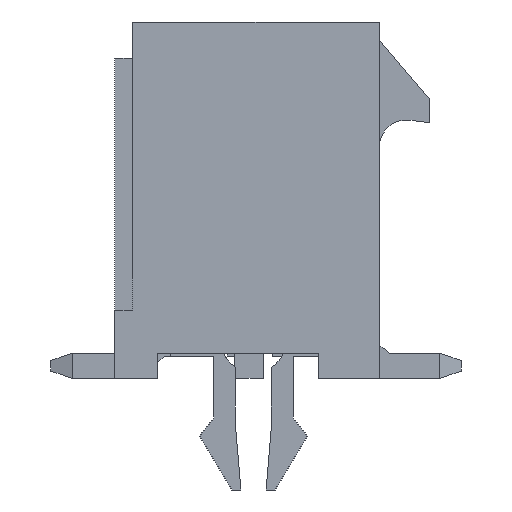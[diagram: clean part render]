
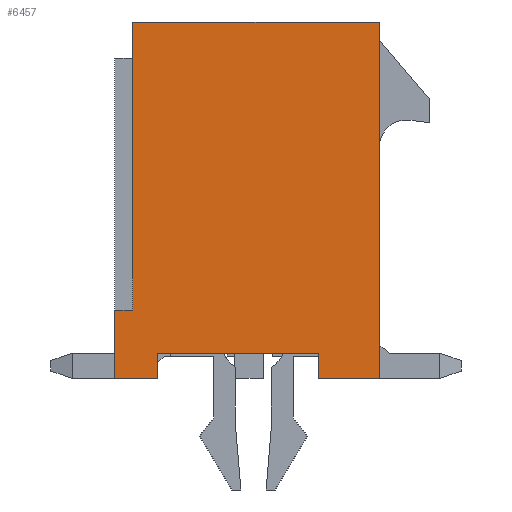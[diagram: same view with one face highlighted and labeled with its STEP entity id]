
A CAD part, left-side view. The second image highlights one B-rep face of the part: STEP entity #6457.
In plain terms, the highlighted planar face has unit normal (-1, 0, 0).
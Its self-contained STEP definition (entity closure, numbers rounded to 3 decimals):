
#662=ORIENTED_EDGE('',*,*,#1782,.F.);
#663=ORIENTED_EDGE('',*,*,#1678,.T.);
#664=ORIENTED_EDGE('',*,*,#1824,.T.);
#665=ORIENTED_EDGE('',*,*,#1825,.T.);
#666=ORIENTED_EDGE('',*,*,#1826,.T.);
#667=ORIENTED_EDGE('',*,*,#1827,.T.);
#668=ORIENTED_EDGE('',*,*,#1828,.T.);
#669=ORIENTED_EDGE('',*,*,#1716,.F.);
#670=ORIENTED_EDGE('',*,*,#1711,.T.);
#671=ORIENTED_EDGE('',*,*,#1829,.T.);
#1678=EDGE_CURVE('',#2305,#2304,#2777,.T.);
#1711=EDGE_CURVE('',#2322,#2324,#2810,.T.);
#1716=EDGE_CURVE('',#2322,#2327,#2815,.T.);
#1782=EDGE_CURVE('',#2305,#2367,#2881,.T.);
#1824=EDGE_CURVE('',#2304,#2389,#2923,.T.);
#1825=EDGE_CURVE('',#2389,#2390,#2924,.T.);
#1826=EDGE_CURVE('',#2390,#2391,#2925,.T.);
#1827=EDGE_CURVE('',#2391,#2392,#2926,.T.);
#1828=EDGE_CURVE('',#2392,#2327,#2927,.T.);
#1829=EDGE_CURVE('',#2324,#2367,#2928,.T.);
#2304=VERTEX_POINT('',#8627);
#2305=VERTEX_POINT('',#8629);
#2322=VERTEX_POINT('',#8689);
#2324=VERTEX_POINT('',#8693);
#2327=VERTEX_POINT('',#8703);
#2367=VERTEX_POINT('',#8826);
#2389=VERTEX_POINT('',#8911);
#2390=VERTEX_POINT('',#8913);
#2391=VERTEX_POINT('',#8915);
#2392=VERTEX_POINT('',#8917);
#2777=LINE('',#8628,#3428);
#2810=LINE('',#8694,#3461);
#2815=LINE('',#8704,#3466);
#2881=LINE('',#8830,#3532);
#2923=LINE('',#8910,#3574);
#2924=LINE('',#8912,#3575);
#2925=LINE('',#8914,#3576);
#2926=LINE('',#8916,#3577);
#2927=LINE('',#8918,#3578);
#2928=LINE('',#8919,#3579);
#3428=VECTOR('',#7292,1000.);
#3461=VECTOR('',#7351,1000.);
#3466=VECTOR('',#7360,1000.);
#3532=VECTOR('',#7464,1000.);
#3574=VECTOR('',#7542,1000.);
#3575=VECTOR('',#7543,1000.);
#3576=VECTOR('',#7544,1000.);
#3577=VECTOR('',#7545,1000.);
#3578=VECTOR('',#7546,1000.);
#3579=VECTOR('',#7547,1000.);
#3952=EDGE_LOOP('',(#662,#663,#664,#665,#666,#667,#668,#669,#670,#671));
#4209=FACE_BOUND('',#3952,.T.);
#4459=PLANE('',#6728);
#6457=ADVANCED_FACE('',(#4209),#4459,.T.);
#6728=AXIS2_PLACEMENT_3D('',#8909,#7540,#7541);
#7292=DIRECTION('',(0.,-1.,0.));
#7351=DIRECTION('',(0.,0.,-1.));
#7360=DIRECTION('',(0.,-1.,0.));
#7464=DIRECTION('',(0.,0.,-1.));
#7540=DIRECTION('',(-1.,0.,0.));
#7541=DIRECTION('',(0.,0.,1.));
#7542=DIRECTION('',(0.,0.,-1.));
#7543=DIRECTION('',(0.,-1.,0.));
#7544=DIRECTION('',(0.,0.,1.));
#7545=DIRECTION('',(0.,1.,0.));
#7546=DIRECTION('',(0.,0.,-1.));
#7547=DIRECTION('',(0.,-1.,0.));
#8627=CARTESIAN_POINT('',(-3.35,-1.73,-4.25));
#8628=CARTESIAN_POINT('',(-3.35,2.73,-4.25));
#8629=CARTESIAN_POINT('',(-3.35,2.73,-4.25));
#8689=CARTESIAN_POINT('',(-3.35,3.93,-3.05));
#8693=CARTESIAN_POINT('',(-3.35,3.93,-4.95));
#8694=CARTESIAN_POINT('',(-3.35,3.93,-3.05));
#8703=CARTESIAN_POINT('',(-3.35,3.43,-3.05));
#8704=CARTESIAN_POINT('',(-3.35,3.93,-3.05));
#8826=CARTESIAN_POINT('',(-3.35,2.73,-4.95));
#8830=CARTESIAN_POINT('',(-3.35,2.73,-3.95));
#8909=CARTESIAN_POINT('',(-3.35,0.,0.));
#8910=CARTESIAN_POINT('',(-3.35,-1.73,-3.95));
#8911=CARTESIAN_POINT('',(-3.35,-1.73,-4.95));
#8912=CARTESIAN_POINT('',(-3.35,3.43,-4.95));
#8913=CARTESIAN_POINT('',(-3.35,-3.43,-4.95));
#8914=CARTESIAN_POINT('',(-3.35,-3.43,-4.95));
#8915=CARTESIAN_POINT('',(-3.35,-3.43,4.95));
#8916=CARTESIAN_POINT('',(-3.35,-3.43,4.95));
#8917=CARTESIAN_POINT('',(-3.35,3.43,4.95));
#8918=CARTESIAN_POINT('',(-3.35,3.43,4.95));
#8919=CARTESIAN_POINT('',(-3.35,3.43,-4.95));
